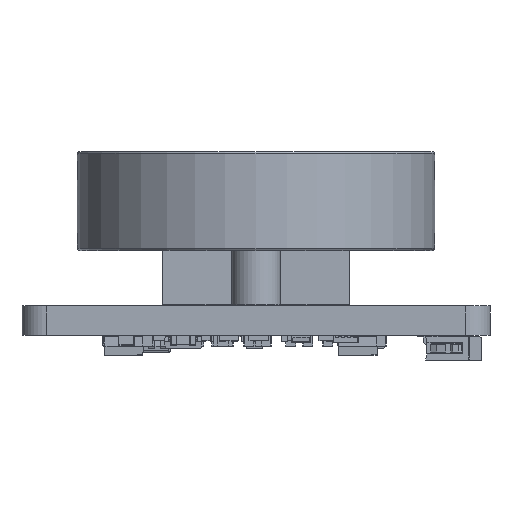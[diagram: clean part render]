
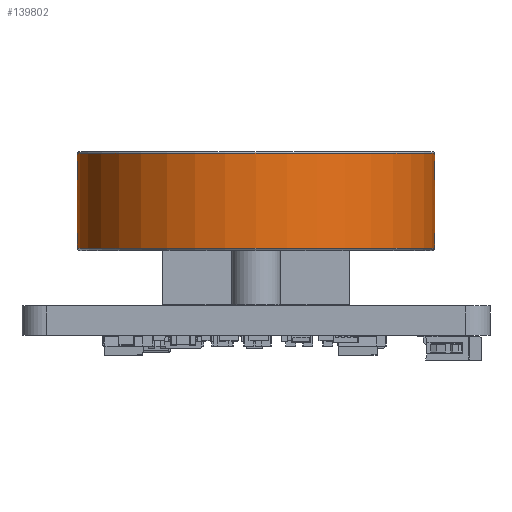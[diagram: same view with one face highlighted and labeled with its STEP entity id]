
A CAD part, left-side view. The second image highlights one B-rep face of the part: STEP entity #139802.
In plain terms, the highlighted cylindrical face has radius 14.5 mm (diameter 29 mm), a partial arc.
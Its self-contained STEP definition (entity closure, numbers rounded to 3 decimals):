
#57 = CARTESIAN_POINT ( 'NONE',  ( -0.209, 14.499, 11.78 ) ) ;
#6383 = CARTESIAN_POINT ( 'NONE',  ( -0.718, -14.483, 11.416 ) ) ;
#7634 = CARTESIAN_POINT ( 'NONE',  ( -0.209, -14.499, 10.22 ) ) ;
#8866 = CARTESIAN_POINT ( 'NONE',  ( -0.213, -14.5, 11.8 ) ) ;
#13383 = EDGE_CURVE ( 'NONE', #214640, #161743, #213014, .T. ) ;
#14738 = VECTOR ( 'NONE', #28649, 1000. ) ;
#17332 = CARTESIAN_POINT ( 'NONE',  ( 0., 0., 4.7 ) ) ;
#22230 = CARTESIAN_POINT ( 'NONE',  ( 0., 14.5, 11.8 ) ) ;
#28649 = DIRECTION ( 'NONE',  ( 0., 0., -1. ) ) ;
#39894 = VECTOR ( 'NONE', #76638, 1000. ) ;
#40841 = CARTESIAN_POINT ( 'NONE',  ( 0., 14.5, 10.2 ) ) ;
#42352 = CARTESIAN_POINT ( 'NONE',  ( -0.803, -14.478, 11.211 ) ) ;
#43557 = CARTESIAN_POINT ( 'NONE',  ( -0.803, -14.478, 10.894 ) ) ;
#45146 = CARTESIAN_POINT ( 'NONE',  ( 0., -14.5, 12.4 ) ) ;
#47257 = CARTESIAN_POINT ( 'NONE',  ( -0.641, -14.486, 10.508 ) ) ;
#50905 = VERTEX_POINT ( 'NONE', #135975 ) ;
#55739 = CYLINDRICAL_SURFACE ( 'NONE', #235374, 14.5 ) ;
#56954 = DIRECTION ( 'NONE',  ( 0., 0., -1. ) ) ;
#58320 = CARTESIAN_POINT ( 'NONE',  ( -0.803, 14.478, 10.789 ) ) ;
#65560 = B_SPLINE_CURVE_WITH_KNOTS ( 'NONE', 3,
 ( #22230, #132410, #57, #210461, #112638, #172065, #116289, #244029, #95406, #58320, #208007, #131221, #191905, #40841 ),
 .UNSPECIFIED., .F., .F.,
 ( 4, 2, 2, 2, 2, 2, 4 ),
 ( 0., 0.125, 0.25, 0.375, 0.5, 0.75, 1. ),
 .UNSPECIFIED. ) ;
#76638 = DIRECTION ( 'NONE',  ( 0., 0., -1. ) ) ;
#82815 = VECTOR ( 'NONE', #175849, 1000. ) ;
#83246 = CARTESIAN_POINT ( 'NONE',  ( 0., -14.5, 10.2 ) ) ;
#85416 = ORIENTED_EDGE ( 'NONE', *, *, #238787, .T. ) ;
#85968 = EDGE_CURVE ( 'NONE', #176161, #89953, #65560, .T. ) ;
#89953 = VERTEX_POINT ( 'NONE', #148984 ) ;
#90768 = CIRCLE ( 'NONE', #130165, 14.5 ) ;
#93721 = LINE ( 'NONE', #131950, #174086 ) ;
#95360 = DIRECTION ( 'NONE',  ( 0., 0., 1. ) ) ;
#95406 = CARTESIAN_POINT ( 'NONE',  ( -0.803, 14.478, 11.106 ) ) ;
#109892 = B_SPLINE_CURVE_WITH_KNOTS ( 'NONE', 3,
 ( #83246, #136386, #7634, #121410, #156200, #47257, #211947, #235460, #43557, #42352, #6383, #117736, #8866, #193379 ),
 .UNSPECIFIED., .F., .F.,
 ( 4, 2, 2, 2, 2, 2, 4 ),
 ( 0., 0.125, 0.25, 0.375, 0.5, 0.75, 1. ),
 .UNSPECIFIED. ) ;
#112432 = CARTESIAN_POINT ( 'NONE',  ( 0., 14.5, 12.5 ) ) ;
#112638 = CARTESIAN_POINT ( 'NONE',  ( -0.493, 14.492, 11.64 ) ) ;
#113721 = CARTESIAN_POINT ( 'NONE',  ( 0., 0., 12.5 ) ) ;
#116289 = CARTESIAN_POINT ( 'NONE',  ( -0.699, 14.483, 11.406 ) ) ;
#117736 = CARTESIAN_POINT ( 'NONE',  ( -0.417, -14.495, 11.716 ) ) ;
#120789 = ORIENTED_EDGE ( 'NONE', *, *, #224866, .T. ) ;
#121410 = CARTESIAN_POINT ( 'NONE',  ( -0.405, -14.495, 10.301 ) ) ;
#122384 = CARTESIAN_POINT ( 'NONE',  ( 0., 14.5, 11.8 ) ) ;
#129047 = CARTESIAN_POINT ( 'NONE',  ( 0., -14.5, 4.7 ) ) ;
#130165 = AXIS2_PLACEMENT_3D ( 'NONE', #17332, #95360, #151047 ) ;
#131221 = CARTESIAN_POINT ( 'NONE',  ( -0.417, 14.495, 10.284 ) ) ;
#131950 = CARTESIAN_POINT ( 'NONE',  ( 0., 14.5, 12.5 ) ) ;
#132410 = CARTESIAN_POINT ( 'NONE',  ( -0.106, 14.5, 11.8 ) ) ;
#135975 = CARTESIAN_POINT ( 'NONE',  ( 0., 14.5, 12.4 ) ) ;
#136386 = CARTESIAN_POINT ( 'NONE',  ( -0.106, -14.5, 10.2 ) ) ;
#139802 = ADVANCED_FACE ( 'NONE', ( #188083 ), #55739, .T. ) ;
#140982 = EDGE_CURVE ( 'NONE', #188372, #177269, #142531, .T. ) ;
#141283 = CARTESIAN_POINT ( 'NONE',  ( 0., -14.5, 12.5 ) ) ;
#141413 = ORIENTED_EDGE ( 'NONE', *, *, #243866, .T. ) ;
#142531 = LINE ( 'NONE', #141283, #14738 ) ;
#148984 = CARTESIAN_POINT ( 'NONE',  ( 0., 14.5, 10.2 ) ) ;
#151047 = DIRECTION ( 'NONE',  ( 0., -1., 0. ) ) ;
#152630 = DIRECTION ( 'NONE',  ( 0., -1., 0. ) ) ;
#153680 = CARTESIAN_POINT ( 'NONE',  ( 0., -14.5, 10.2 ) ) ;
#155393 = ORIENTED_EDGE ( 'NONE', *, *, #13383, .F. ) ;
#156200 = CARTESIAN_POINT ( 'NONE',  ( -0.493, -14.492, 10.36 ) ) ;
#158894 = EDGE_LOOP ( 'NONE', ( #155393, #85416, #141413, #217963, #181386, #217755, #180649, #120789 ) ) ;
#161743 = VERTEX_POINT ( 'NONE', #196785 ) ;
#167104 = EDGE_CURVE ( 'NONE', #215662, #177269, #90768, .T. ) ;
#170378 = DIRECTION ( 'NONE',  ( 0., 0., -1. ) ) ;
#172065 = CARTESIAN_POINT ( 'NONE',  ( -0.641, 14.486, 11.492 ) ) ;
#174086 = VECTOR ( 'NONE', #170378, 1000. ) ;
#175849 = DIRECTION ( 'NONE',  ( 0., 0., -1. ) ) ;
#176161 = VERTEX_POINT ( 'NONE', #122384 ) ;
#177269 = VERTEX_POINT ( 'NONE', #129047 ) ;
#180649 = ORIENTED_EDGE ( 'NONE', *, *, #140982, .F. ) ;
#181386 = ORIENTED_EDGE ( 'NONE', *, *, #188586, .T. ) ;
#188083 = FACE_OUTER_BOUND ( 'NONE', #158894, .T. ) ;
#188372 = VERTEX_POINT ( 'NONE', #153680 ) ;
#188574 = CARTESIAN_POINT ( 'NONE',  ( 0., 0., 12.4 ) ) ;
#188586 = EDGE_CURVE ( 'NONE', #89953, #215662, #212674, .T. ) ;
#191905 = CARTESIAN_POINT ( 'NONE',  ( -0.213, 14.5, 10.2 ) ) ;
#192252 = DIRECTION ( 'NONE',  ( 0., 0., -1. ) ) ;
#193379 = CARTESIAN_POINT ( 'NONE',  ( 0., -14.5, 11.8 ) ) ;
#194462 = CARTESIAN_POINT ( 'NONE',  ( 0., -14.5, 12.5 ) ) ;
#196785 = CARTESIAN_POINT ( 'NONE',  ( 0., -14.5, 11.8 ) ) ;
#203052 = DIRECTION ( 'NONE',  ( 0., 1., 0. ) ) ;
#203278 = CARTESIAN_POINT ( 'NONE',  ( 0., 14.5, 4.7 ) ) ;
#208007 = CARTESIAN_POINT ( 'NONE',  ( -0.718, 14.483, 10.584 ) ) ;
#210461 = CARTESIAN_POINT ( 'NONE',  ( -0.405, 14.495, 11.699 ) ) ;
#211947 = CARTESIAN_POINT ( 'NONE',  ( -0.699, -14.483, 10.594 ) ) ;
#212674 = LINE ( 'NONE', #112432, #39894 ) ;
#213014 = LINE ( 'NONE', #194462, #82815 ) ;
#214640 = VERTEX_POINT ( 'NONE', #45146 ) ;
#215662 = VERTEX_POINT ( 'NONE', #203278 ) ;
#217755 = ORIENTED_EDGE ( 'NONE', *, *, #167104, .T. ) ;
#217963 = ORIENTED_EDGE ( 'NONE', *, *, #85968, .T. ) ;
#221438 = AXIS2_PLACEMENT_3D ( 'NONE', #188574, #192252, #152630 ) ;
#224866 = EDGE_CURVE ( 'NONE', #188372, #161743, #109892, .T. ) ;
#225503 = CIRCLE ( 'NONE', #221438, 14.5 ) ;
#235374 = AXIS2_PLACEMENT_3D ( 'NONE', #113721, #56954, #203052 ) ;
#235460 = CARTESIAN_POINT ( 'NONE',  ( -0.782, -14.479, 10.793 ) ) ;
#238787 = EDGE_CURVE ( 'NONE', #214640, #50905, #225503, .T. ) ;
#243866 = EDGE_CURVE ( 'NONE', #50905, #176161, #93721, .T. ) ;
#244029 = CARTESIAN_POINT ( 'NONE',  ( -0.782, 14.479, 11.207 ) ) ;
